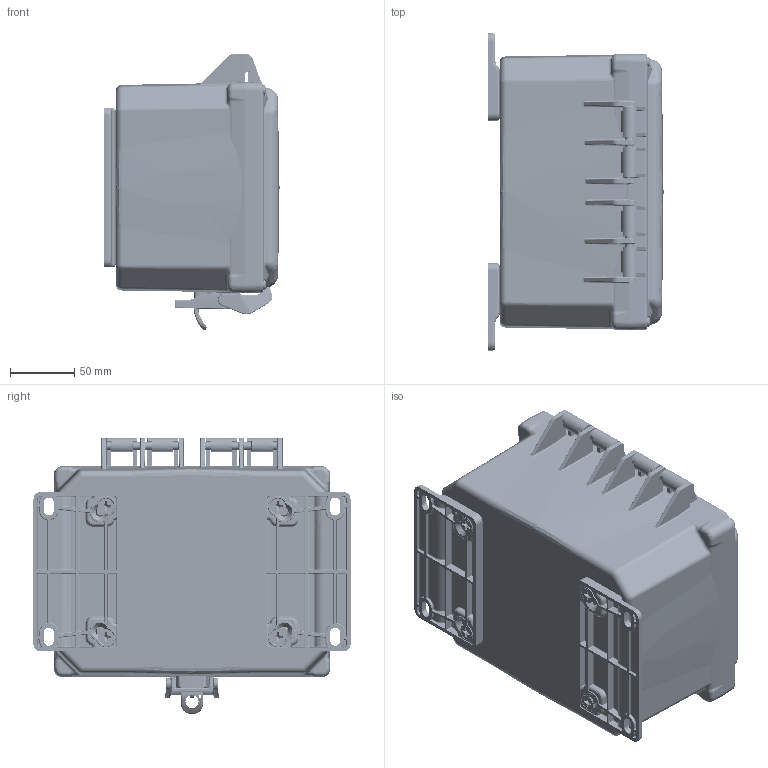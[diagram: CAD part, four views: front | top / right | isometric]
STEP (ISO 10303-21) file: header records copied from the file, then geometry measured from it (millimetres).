
FILE_DESCRIPTION((''),'2;1');
FILE_NAME('H8064HNL_ASM','2016-12-02T',('tstokes'),(''),'CREO PARAMETRIC BY PTC INC, 2016050','CREO PARAMETRIC BY PTC INC, 2016050','');
FILE_SCHEMA(('CONFIG_CONTROL_DESIGN'));
Products named in the file (15): H864BH; 9912525-80-10; 9912521-80-10; H864BH_ASM; H86CHO; 9912538-82-10; MFLK6; 9912530-82-10; LWRLL-100; UPRLL-100; BMTLL-100; LLPC-100_ASM; 9912576-82-10; 9912568-82-10; H8064HNL_ASM
Assembly tree (33 placements, depth 3):
  H8064HNL_ASM
    H864BH_ASM
      H864BH
      9912525-80-10  x8
      9912521-80-10  x4
    H86CHO
    9912538-82-10  x4
    MFLK6  x2
    9912530-82-10  x4
    LLPC-100_ASM
      LWRLL-100
      UPRLL-100
      BMTLL-100
    9912576-82-10  x2
    9912568-82-10  x2
Bounding box: 135.89 x 246.13 x 214.49 mm (x, y, z)
Volume: 754869.5 mm3; surface area: 427736.1 mm2
Topology: 31 solids, 31 shells, 6226 faces, 15395 edges, 9438 vertices
Faces by surface type: plane 2563, cylinder 1889, bspline 1192, cone 300, sphere 164, torus 118
Entity records: 200960 total; most frequent: CARTESIAN_POINT 91316, ORIENTED_EDGE 24560, DIRECTION 19903, EDGE_CURVE 12280, VERTEX_POINT 7518, VECTOR 7359, LINE 7359, AXIS2_PLACEMENT_3D 6272
